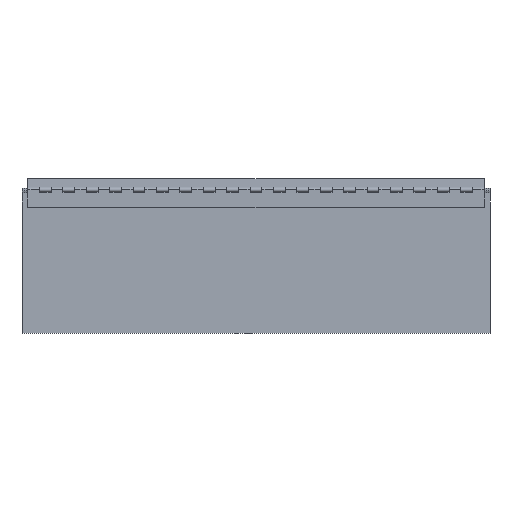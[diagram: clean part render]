
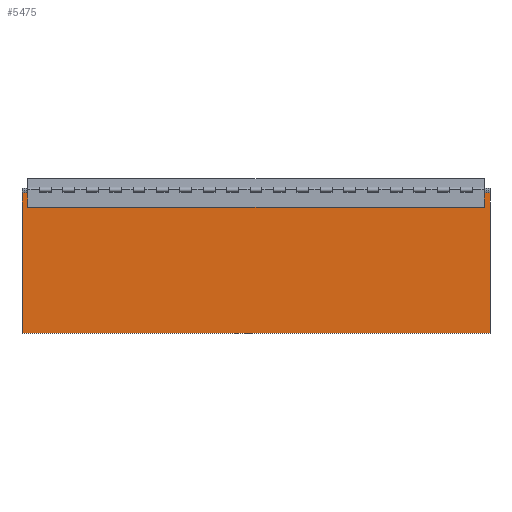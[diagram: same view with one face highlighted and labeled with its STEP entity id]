
A CAD part, front view. The second image highlights one B-rep face of the part: STEP entity #5475.
In plain terms, the highlighted planar face has unit normal (0, -1, 0).
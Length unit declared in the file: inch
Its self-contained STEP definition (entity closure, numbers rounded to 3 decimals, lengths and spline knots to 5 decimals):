
#403=FACE_OUTER_BOUND('',#682,.T.);
#682=EDGE_LOOP('',(#4884,#4885,#4886,#4887));
#1437=LINE('',#9034,#2064);
#1438=LINE('',#9036,#2065);
#1439=LINE('',#9038,#2066);
#1440=LINE('',#9039,#2067);
#2064=VECTOR('',#7420,12.);
#2065=VECTOR('',#7421,40.);
#2066=VECTOR('',#7422,12.);
#2067=VECTOR('',#7423,40.);
#2611=VERTEX_POINT('',#9032);
#2612=VERTEX_POINT('',#9033);
#2613=VERTEX_POINT('',#9035);
#2614=VERTEX_POINT('',#9037);
#3377=EDGE_CURVE('',#2611,#2612,#1437,.T.);
#3378=EDGE_CURVE('',#2612,#2613,#1438,.T.);
#3379=EDGE_CURVE('',#2613,#2614,#1439,.T.);
#3380=EDGE_CURVE('',#2614,#2611,#1440,.T.);
#4884=ORIENTED_EDGE('',*,*,#3377,.T.);
#4885=ORIENTED_EDGE('',*,*,#3378,.T.);
#4886=ORIENTED_EDGE('',*,*,#3379,.T.);
#4887=ORIENTED_EDGE('',*,*,#3380,.T.);
#5200=PLANE('',#5988);
#5475=ADVANCED_FACE('',(#403),#5200,.F.);
#5988=AXIS2_PLACEMENT_3D('',#9031,#7418,#7419);
#7418=DIRECTION('center_axis',(0.,1.,0.));
#7419=DIRECTION('ref_axis',(1.,0.,0.));
#7420=DIRECTION('',(0.,0.,-1.));
#7421=DIRECTION('',(1.,0.,0.));
#7422=DIRECTION('',(0.,0.,1.));
#7423=DIRECTION('',(-1.,0.,0.));
#9031=CARTESIAN_POINT('Origin',(0.,0.,0.));
#9032=CARTESIAN_POINT('',(-20.,0.,6.));
#9033=CARTESIAN_POINT('',(-20.,0.,-6.));
#9034=CARTESIAN_POINT('',(-20.,0.,6.));
#9035=CARTESIAN_POINT('',(20.,0.,-6.));
#9036=CARTESIAN_POINT('',(-20.,0.,-6.));
#9037=CARTESIAN_POINT('',(20.,0.,6.));
#9038=CARTESIAN_POINT('',(20.,0.,-6.));
#9039=CARTESIAN_POINT('',(20.,0.,6.));
